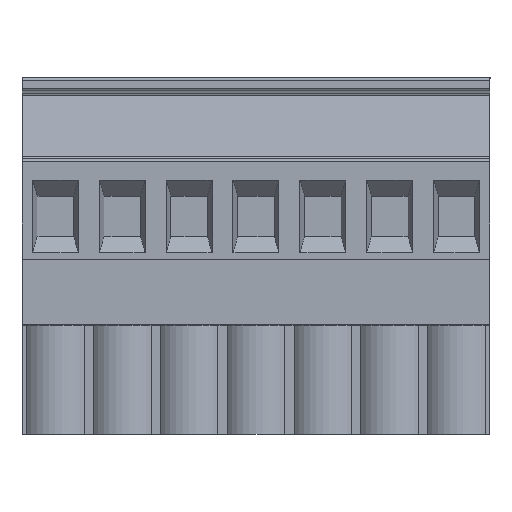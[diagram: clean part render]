
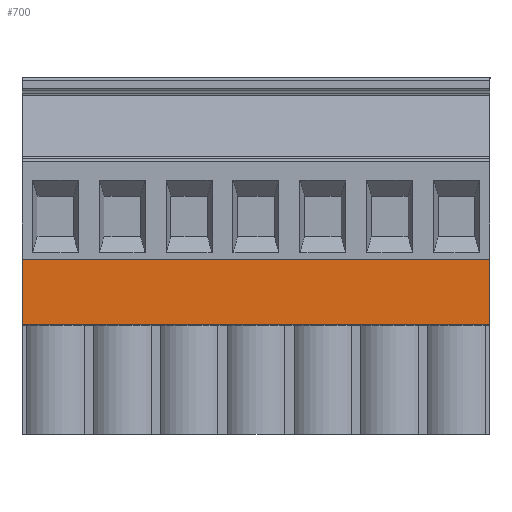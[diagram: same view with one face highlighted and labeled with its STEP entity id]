
A CAD part, top view. The second image highlights one B-rep face of the part: STEP entity #700.
In plain terms, the highlighted planar face has unit normal (0, 0, 1).
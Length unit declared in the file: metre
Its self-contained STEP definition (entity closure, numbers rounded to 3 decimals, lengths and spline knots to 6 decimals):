
#700=ADVANCED_FACE('',(#1469),#1470,.F.);
#1469=FACE_OUTER_BOUND('',#2261,.T.);
#1470=PLANE('',#2262);
#2261=EDGE_LOOP('',(#4277,#4278,#4279,#4280));
#2262=AXIS2_PLACEMENT_3D('',#4281,#4282,#4283);
#4277=ORIENTED_EDGE('',*,*,#5316,.F.);
#4278=ORIENTED_EDGE('',*,*,#5201,.F.);
#4279=ORIENTED_EDGE('',*,*,#4867,.T.);
#4280=ORIENTED_EDGE('',*,*,#4704,.T.);
#4281=CARTESIAN_POINT('',(-0.00508,0.004997,0.));
#4282=DIRECTION('',(0.,0.,-1.0));
#4283=DIRECTION('',(0.0,-1.0,0.));
#4704=EDGE_CURVE('',#5662,#5663,#5664,.T.);
#4867=EDGE_CURVE('',#5940,#5662,#5941,.T.);
#5201=EDGE_CURVE('',#5940,#6405,#6406,.T.);
#5316=EDGE_CURVE('',#6405,#5663,#6535,.T.);
#5662=VERTEX_POINT('',#6998);
#5663=VERTEX_POINT('',#6999);
#5664=LINE('',#7000,#7001);
#5940=VERTEX_POINT('',#7385);
#5941=LINE('',#7386,#7387);
#6405=VERTEX_POINT('',#8063);
#6406=LINE('',#8064,#8065);
#6535=LINE('',#8236,#8237);
#6998=CARTESIAN_POINT('',(0.05588,0.0,0.0));
#6999=CARTESIAN_POINT('',(0.05588,0.005,0.0));
#7000=CARTESIAN_POINT('',(0.05588,0.004997,0.0));
#7001=VECTOR('',#8472,1.0);
#7385=CARTESIAN_POINT('',(0.02032,0.,0.));
#7386=CARTESIAN_POINT('',(-0.00508,0.,0.));
#7387=VECTOR('',#8686,1.0);
#8063=CARTESIAN_POINT('',(0.02032,0.005,0.));
#8064=CARTESIAN_POINT('',(0.02032,0.004997,0.));
#8065=VECTOR('',#9014,1.0);
#8236=CARTESIAN_POINT('',(-0.00508,0.005,0.));
#8237=VECTOR('',#9090,1.0);
#8472=DIRECTION('',(0.,1.0,0.));
#8686=DIRECTION('',(1.0,0.,0.));
#9014=DIRECTION('',(0.,1.0,0.));
#9090=DIRECTION('',(1.0,0.,0.));
